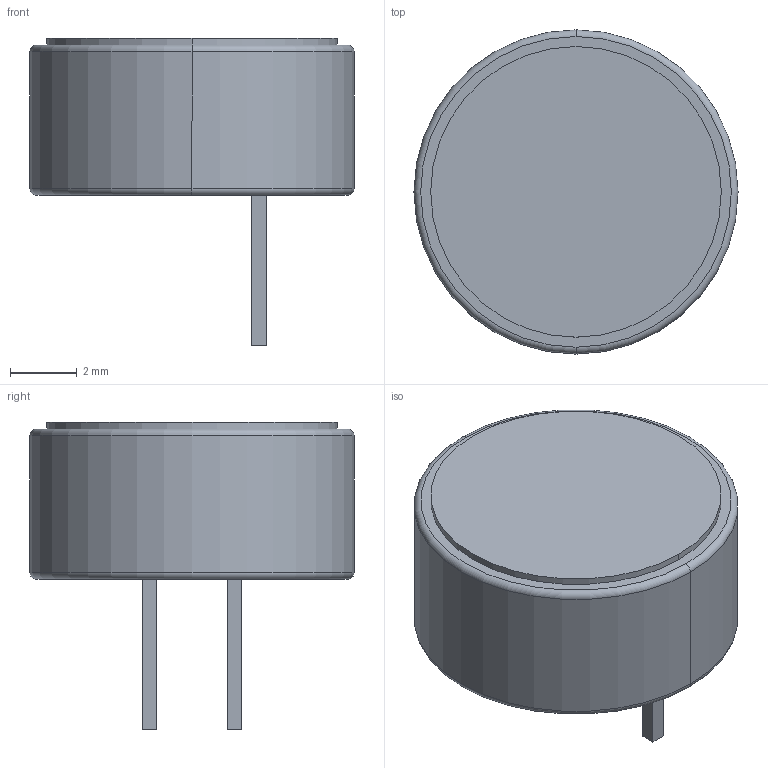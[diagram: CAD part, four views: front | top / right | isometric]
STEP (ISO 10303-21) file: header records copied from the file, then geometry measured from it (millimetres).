
FILE_DESCRIPTION(('FreeCAD Model'),'2;1');
FILE_NAME('Split Line1.step','2016-10-13T13:17:35',( 'Author'),(''),'Open CASCADE STEP processor 6.8','FreeCAD','Unknown' );
FILE_SCHEMA(('AUTOMOTIVE_DESIGN_CC2 { 1 2 10303 214 -1 1 5 4 }'));
Length unit declared in the file: millimetre
Products named in the file (2): ASSEMBLY; Split_Line1
Assembly tree (1 placements, depth 2):
  ASSEMBLY
    Split_Line1
Bounding box: 9.7 x 9.7 x 9.2 mm (x, y, z)
Volume: 339.8 mm3; surface area: 305.7 mm2
Topology: 1 solids, 1 shells, 58 faces, 145 edges, 94 vertices
Faces by surface type: cylinder 24, plane 24, torus 10
Entity records: 7423 total; most frequent: CARTESIAN_POINT 4359, DIRECTION 408, ORIENTED_EDGE 290, PCURVE 290, DEFINITIONAL_REPRESENTATION 290, LINE 177, VECTOR 177, B_SPLINE_CURVE_WITH_KNOTS 170
